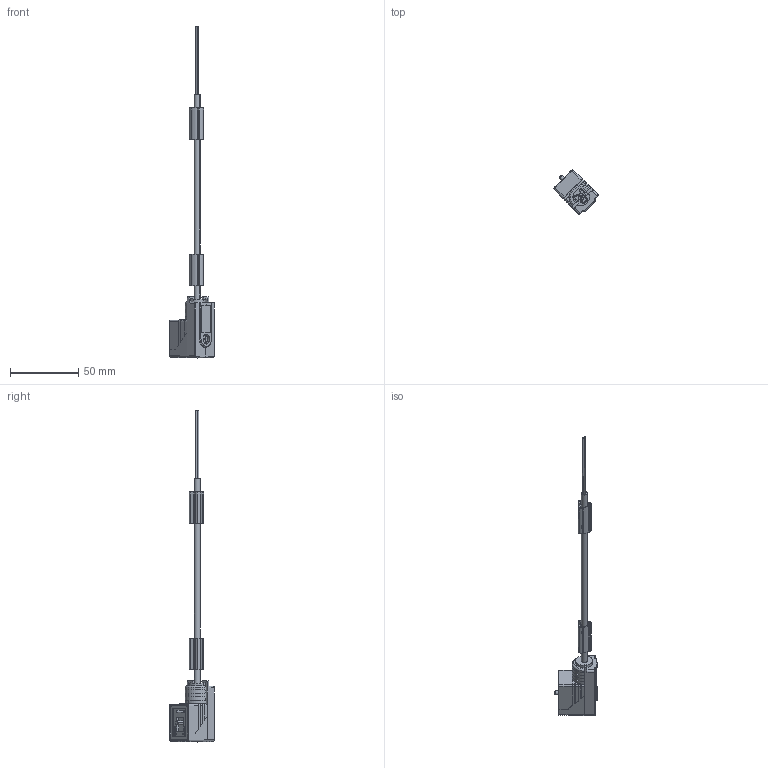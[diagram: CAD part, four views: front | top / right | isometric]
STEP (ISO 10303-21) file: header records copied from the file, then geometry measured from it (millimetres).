
FILE_DESCRIPTION(('HOOPS Exchange Step'),'2;1');
FILE_NAME('export-3A6E39D0-DF9F-4F04-9F2F-E5B35FABCC7F.stp','2019-08-01T12:22:18+02:00',('engineering'),('Alibre'),'HOOPS Exchange 2019.2','Alibre','Unknown authorisation');
FILE_SCHEMA( ('AUTOMOTIVE_DESIGN { 1 0 10303 214 1 1 1 1 }') );
Length unit declared in the file: millimetre
Products named in the file (2): 3414 Prewired Valve Connector 10 meters
Assembly tree (1 placements, depth 2):
  3414 Prewired Valve Connector 10 meters
    3414 Prewired Valve Connector 10 meters
Bounding box: 32.75 x 32.75 x 243 mm (x, y, z)
Volume: 22049.4 mm3; surface area: 11067 mm2
Topology: 1 solids, 1 shells, 483 faces, 1321 edges, 849 vertices
Faces by surface type: plane 234, cylinder 160, cone 42, bspline 29, torus 18
Entity records: 26379 total; most frequent: CARTESIAN_POINT 13850, ORIENTED_EDGE 2638, DIRECTION 2460, EDGE_CURVE 1319, VERTEX_POINT 849, AXIS2_PLACEMENT_3D 831, VECTOR 798, LINE 798
